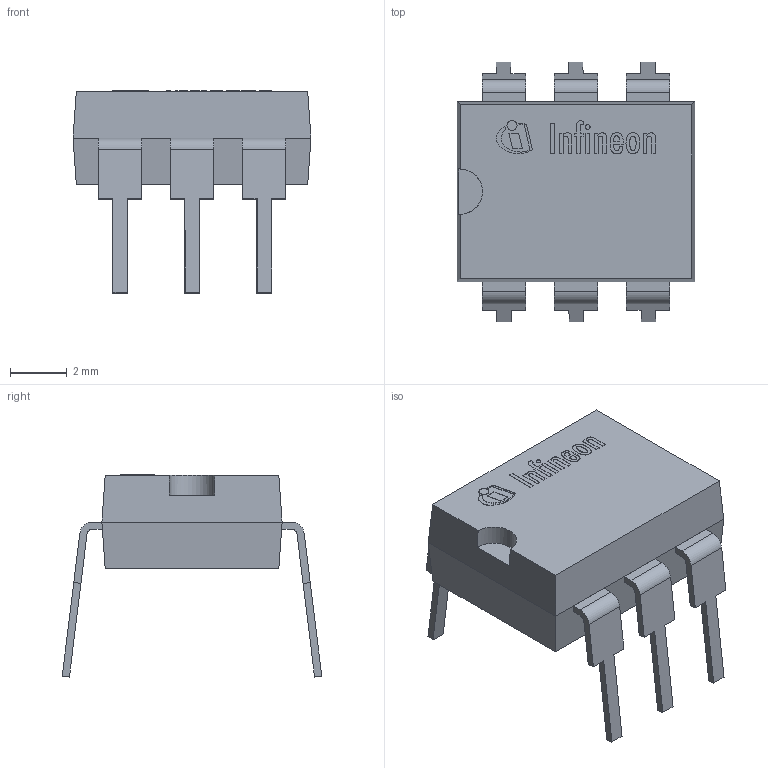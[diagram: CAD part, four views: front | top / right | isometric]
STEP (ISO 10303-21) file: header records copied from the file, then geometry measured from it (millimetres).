
FILE_DESCRIPTION(/* description */ (''),/* implementation_level */ '2;1');
FILE_NAME(/* name */ 'PG-DIP-6-903.stp',/* time_stamp */ '2018-05-18T11:12:05+08:00',/* author */ ('mdsaid'),/* organization */ (''),/* preprocessor_version */ 'ST-DEVELOPER v16.13',/* originating_system */ 'Autodesk Inventor 2018',/* authorisation */ '');
FILE_SCHEMA (('AUTOMOTIVE_DESIGN { 1 0 10303 214 3 1 1 }'));
Length unit declared in the file: millimetre
Products named in the file (5): PG-DIP-6-903; PG-DIP-6-903_LOWER_MOLD; PG-DIP-6-903_UPPER_MOLD; PG-DIP-6-903_EXPOSED_LEAD; PG-DIP-6-903_LOGO
Assembly tree (9 placements, depth 2):
  PG-DIP-6-903
    PG-DIP-6-903_LOWER_MOLD
    PG-DIP-6-903_UPPER_MOLD
    PG-DIP-6-903_EXPOSED_LEAD  x6
    PG-DIP-6-903_LOGO
Bounding box: 8.38 x 9.14 x 7.12 mm (x, y, z)
Volume: 177.9 mm3; surface area: 396.9 mm2
Topology: 20 solids, 20 shells, 317 faces, 831 edges, 554 vertices
Faces by surface type: plane 167, cylinder 150
Full cylindrical faces by diameter (mm): 0.172 x1, 0.356 x1
Entity records: 7967 total; most frequent: DIRECTION 1453, CARTESIAN_POINT 1344, ORIENTED_EDGE 1298, EDGE_CURVE 649, AXIS2_PLACEMENT_3D 543, VERTEX_POINT 434, LINE 367, VECTOR 367
